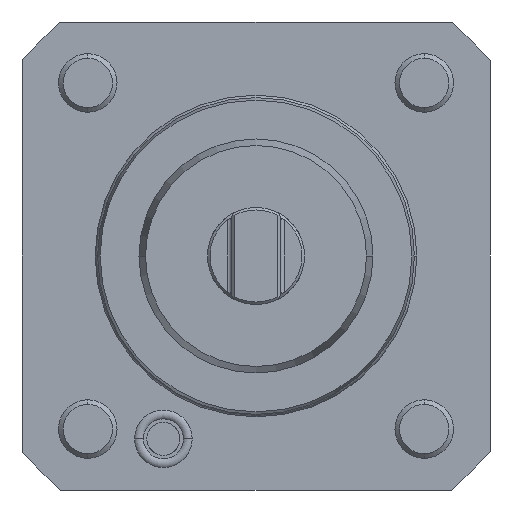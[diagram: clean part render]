
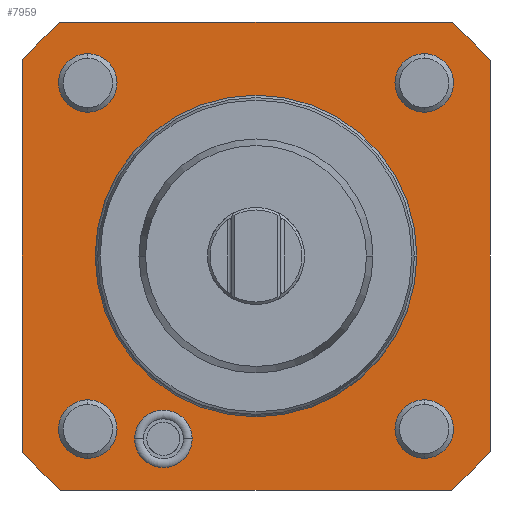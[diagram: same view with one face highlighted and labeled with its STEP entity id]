
A CAD part, front view. The second image highlights one B-rep face of the part: STEP entity #7959.
In plain terms, the highlighted planar face has unit normal (0, -1, 0).
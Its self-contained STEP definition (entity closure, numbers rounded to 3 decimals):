
#2694=DIRECTION('',(1.,0.,0.));
#2695=VECTOR('',#2694,80.056);
#2696=CARTESIAN_POINT('',(-40.028,0.,-48.));
#2697=LINE('',#2696,#2695);
#2698=CARTESIAN_POINT('',(0.,0.,0.));
#2699=DIRECTION('',(0.,-1.,0.));
#2700=DIRECTION('',(-0.768,0.,-0.64));
#2701=AXIS2_PLACEMENT_3D('',#2698,#2699,#2700);
#2703=DIRECTION('',(0.,0.,-1.));
#2704=VECTOR('',#2703,80.056);
#2705=CARTESIAN_POINT('',(-48.,0.,40.028));
#2706=LINE('',#2705,#2704);
#2707=CARTESIAN_POINT('',(0.,0.,0.));
#2708=DIRECTION('',(0.,-1.,0.));
#2709=DIRECTION('',(-0.64,0.,0.768));
#2710=AXIS2_PLACEMENT_3D('',#2707,#2708,#2709);
#2712=DIRECTION('',(-1.,0.,0.));
#2713=VECTOR('',#2712,80.056);
#2714=CARTESIAN_POINT('',(40.028,0.,48.));
#2715=LINE('',#2714,#2713);
#2716=CARTESIAN_POINT('',(0.,0.,0.));
#2717=DIRECTION('',(0.,-1.,0.));
#2718=DIRECTION('',(0.768,0.,0.64));
#2719=AXIS2_PLACEMENT_3D('',#2716,#2717,#2718);
#2721=DIRECTION('',(0.,0.,1.));
#2722=VECTOR('',#2721,80.056);
#2723=CARTESIAN_POINT('',(48.,0.,-40.028));
#2724=LINE('',#2723,#2722);
#2725=CARTESIAN_POINT('',(0.,0.,0.));
#2726=DIRECTION('',(0.,-1.,0.));
#2727=DIRECTION('',(0.64,0.,-0.768));
#2728=AXIS2_PLACEMENT_3D('',#2725,#2726,#2727);
#2735=CARTESIAN_POINT('',(-19.,0.,-37.5));
#2736=DIRECTION('',(0.,1.,0.));
#2737=DIRECTION('',(-1.,0.,0.));
#2738=AXIS2_PLACEMENT_3D('',#2735,#2736,#2737);
#2760=CARTESIAN_POINT('',(-19.,0.,-37.5));
#2761=DIRECTION('',(0.,1.,0.));
#2762=DIRECTION('',(1.,0.,0.));
#2763=AXIS2_PLACEMENT_3D('',#2760,#2761,#2762);
#2804=CARTESIAN_POINT('',(-34.5,0.,35.5));
#2805=DIRECTION('',(0.,-1.,0.));
#2806=DIRECTION('',(0.,0.,1.));
#2807=AXIS2_PLACEMENT_3D('',#2804,#2805,#2806);
#2817=CARTESIAN_POINT('',(-34.5,0.,35.5));
#2818=DIRECTION('',(0.,-1.,0.));
#2819=DIRECTION('',(0.,0.,-1.));
#2820=AXIS2_PLACEMENT_3D('',#2817,#2818,#2819);
#2850=CARTESIAN_POINT('',(34.5,0.,-35.5));
#2851=DIRECTION('',(0.,-1.,0.));
#2852=DIRECTION('',(0.,0.,1.));
#2853=AXIS2_PLACEMENT_3D('',#2850,#2851,#2852);
#2863=CARTESIAN_POINT('',(34.5,0.,-35.5));
#2864=DIRECTION('',(0.,-1.,0.));
#2865=DIRECTION('',(0.,0.,-1.));
#2866=AXIS2_PLACEMENT_3D('',#2863,#2864,#2865);
#2896=CARTESIAN_POINT('',(-34.5,0.,-35.5));
#2897=DIRECTION('',(0.,-1.,0.));
#2898=DIRECTION('',(0.,0.,1.));
#2899=AXIS2_PLACEMENT_3D('',#2896,#2897,#2898);
#2909=CARTESIAN_POINT('',(-34.5,0.,-35.5));
#2910=DIRECTION('',(0.,-1.,0.));
#2911=DIRECTION('',(0.,0.,-1.));
#2912=AXIS2_PLACEMENT_3D('',#2909,#2910,#2911);
#2942=CARTESIAN_POINT('',(34.5,0.,35.5));
#2943=DIRECTION('',(0.,-1.,0.));
#2944=DIRECTION('',(0.,0.,1.));
#2945=AXIS2_PLACEMENT_3D('',#2942,#2943,#2944);
#2955=CARTESIAN_POINT('',(34.5,0.,35.5));
#2956=DIRECTION('',(0.,-1.,0.));
#2957=DIRECTION('',(0.,0.,-1.));
#2958=AXIS2_PLACEMENT_3D('',#2955,#2956,#2957);
#2988=CARTESIAN_POINT('',(0.,0.,0.));
#2989=DIRECTION('',(0.,1.,0.));
#2990=DIRECTION('',(0.,0.,-1.));
#2991=AXIS2_PLACEMENT_3D('',#2988,#2989,#2990);
#3011=CARTESIAN_POINT('',(0.,0.,0.));
#3012=DIRECTION('',(0.,1.,0.));
#3013=DIRECTION('',(0.,0.,1.));
#3014=AXIS2_PLACEMENT_3D('',#3011,#3012,#3013);
#4950=CARTESIAN_POINT('',(-40.028,0.,-48.));
#4951=CARTESIAN_POINT('',(40.028,0.,-48.));
#4952=VERTEX_POINT('',#4950);
#4953=VERTEX_POINT('',#4951);
#4954=CARTESIAN_POINT('',(48.,0.,-40.028));
#4955=VERTEX_POINT('',#4954);
#4956=CARTESIAN_POINT('',(48.,0.,40.028));
#4957=VERTEX_POINT('',#4956);
#4958=CARTESIAN_POINT('',(40.028,0.,48.));
#4959=VERTEX_POINT('',#4958);
#4960=CARTESIAN_POINT('',(-40.028,0.,48.));
#4961=VERTEX_POINT('',#4960);
#4962=CARTESIAN_POINT('',(-48.,0.,40.028));
#4963=VERTEX_POINT('',#4962);
#4964=CARTESIAN_POINT('',(-48.,0.,-40.028));
#4965=VERTEX_POINT('',#4964);
#4986=CARTESIAN_POINT('',(0.,0.,-32.5));
#4987=CARTESIAN_POINT('',(0.,0.,32.5));
#4988=VERTEX_POINT('',#4986);
#4989=VERTEX_POINT('',#4987);
#5064=CARTESIAN_POINT('',(34.5,0.,41.5));
#5065=CARTESIAN_POINT('',(34.5,0.,29.5));
#5066=VERTEX_POINT('',#5064);
#5067=VERTEX_POINT('',#5065);
#5068=CARTESIAN_POINT('',(-34.5,0.,-29.5));
#5069=CARTESIAN_POINT('',(-34.5,0.,-41.5));
#5070=VERTEX_POINT('',#5068);
#5071=VERTEX_POINT('',#5069);
#5072=CARTESIAN_POINT('',(34.5,0.,-29.5));
#5073=CARTESIAN_POINT('',(34.5,0.,-41.5));
#5074=VERTEX_POINT('',#5072);
#5075=VERTEX_POINT('',#5073);
#5076=CARTESIAN_POINT('',(-34.5,0.,41.5));
#5077=CARTESIAN_POINT('',(-34.5,0.,29.5));
#5078=VERTEX_POINT('',#5076);
#5079=VERTEX_POINT('',#5077);
#5084=CARTESIAN_POINT('',(-24.894,0.,-37.5));
#5085=CARTESIAN_POINT('',(-13.106,0.,-37.5));
#5086=VERTEX_POINT('',#5084);
#5087=VERTEX_POINT('',#5085);
#7908=CARTESIAN_POINT('',(0.,0.,0.));
#7909=DIRECTION('',(0.,-1.,0.));
#7910=DIRECTION('',(-1.,0.,0.));
#7911=AXIS2_PLACEMENT_3D('',#7908,#7909,#7910);
#7912=PLANE('',#7911);
#7913=ORIENTED_EDGE('',*,*,#7806,.F.);
#7914=ORIENTED_EDGE('',*,*,#7901,.F.);
#7915=ORIENTED_EDGE('',*,*,#7890,.F.);
#7916=ORIENTED_EDGE('',*,*,#7876,.F.);
#7917=ORIENTED_EDGE('',*,*,#7862,.F.);
#7918=ORIENTED_EDGE('',*,*,#7848,.F.);
#7919=ORIENTED_EDGE('',*,*,#7834,.F.);
#7920=ORIENTED_EDGE('',*,*,#7820,.F.);
#7921=EDGE_LOOP('',(#7913,#7914,#7915,#7916,#7917,#7918,#7919,#7920));
#7922=FACE_OUTER_BOUND('',#7921,.F.);
#7924=ORIENTED_EDGE('',*,*,#7923,.F.);
#7926=ORIENTED_EDGE('',*,*,#7925,.F.);
#7927=EDGE_LOOP('',(#7924,#7926));
#7928=FACE_BOUND('',#7927,.F.);
#7930=ORIENTED_EDGE('',*,*,#7929,.T.);
#7932=ORIENTED_EDGE('',*,*,#7931,.T.);
#7933=EDGE_LOOP('',(#7930,#7932));
#7934=FACE_BOUND('',#7933,.F.);
#7936=ORIENTED_EDGE('',*,*,#7935,.T.);
#7938=ORIENTED_EDGE('',*,*,#7937,.T.);
#7939=EDGE_LOOP('',(#7936,#7938));
#7940=FACE_BOUND('',#7939,.F.);
#7942=ORIENTED_EDGE('',*,*,#7941,.T.);
#7944=ORIENTED_EDGE('',*,*,#7943,.T.);
#7945=EDGE_LOOP('',(#7942,#7944));
#7946=FACE_BOUND('',#7945,.F.);
#7948=ORIENTED_EDGE('',*,*,#7947,.T.);
#7950=ORIENTED_EDGE('',*,*,#7949,.T.);
#7951=EDGE_LOOP('',(#7948,#7950));
#7952=FACE_BOUND('',#7951,.F.);
#7954=ORIENTED_EDGE('',*,*,#7953,.F.);
#7956=ORIENTED_EDGE('',*,*,#7955,.F.);
#7957=EDGE_LOOP('',(#7954,#7956));
#7958=FACE_BOUND('',#7957,.F.);
#2702=CIRCLE('',#2701,62.5);
#2711=CIRCLE('',#2710,62.5);
#2720=CIRCLE('',#2719,62.5);
#2729=CIRCLE('',#2728,62.5);
#2739=CIRCLE('',#2738,5.894);
#2764=CIRCLE('',#2763,5.894);
#2808=CIRCLE('',#2807,6.);
#2821=CIRCLE('',#2820,6.);
#2854=CIRCLE('',#2853,6.);
#2867=CIRCLE('',#2866,6.);
#2900=CIRCLE('',#2899,6.);
#2913=CIRCLE('',#2912,6.);
#2946=CIRCLE('',#2945,6.);
#2959=CIRCLE('',#2958,6.);
#2992=CIRCLE('',#2991,32.5);
#3015=CIRCLE('',#3014,32.5);
#7806=EDGE_CURVE('',#4952,#4953,#2697,.T.);
#7820=EDGE_CURVE('',#4953,#4955,#2729,.T.);
#7834=EDGE_CURVE('',#4955,#4957,#2724,.T.);
#7848=EDGE_CURVE('',#4957,#4959,#2720,.T.);
#7862=EDGE_CURVE('',#4959,#4961,#2715,.T.);
#7876=EDGE_CURVE('',#4961,#4963,#2711,.T.);
#7890=EDGE_CURVE('',#4963,#4965,#2706,.T.);
#7901=EDGE_CURVE('',#4965,#4952,#2702,.T.);
#7923=EDGE_CURVE('',#5086,#5087,#2739,.T.);
#7925=EDGE_CURVE('',#5087,#5086,#2764,.T.);
#7929=EDGE_CURVE('',#5078,#5079,#2808,.T.);
#7931=EDGE_CURVE('',#5079,#5078,#2821,.T.);
#7935=EDGE_CURVE('',#5074,#5075,#2854,.T.);
#7937=EDGE_CURVE('',#5075,#5074,#2867,.T.);
#7941=EDGE_CURVE('',#5070,#5071,#2900,.T.);
#7943=EDGE_CURVE('',#5071,#5070,#2913,.T.);
#7947=EDGE_CURVE('',#5066,#5067,#2946,.T.);
#7949=EDGE_CURVE('',#5067,#5066,#2959,.T.);
#7953=EDGE_CURVE('',#4988,#4989,#2992,.T.);
#7955=EDGE_CURVE('',#4989,#4988,#3015,.T.);
#7959=ADVANCED_FACE('',(#7922,#7928,#7934,#7940,#7946,#7952,#7958),#7912,.T.);
